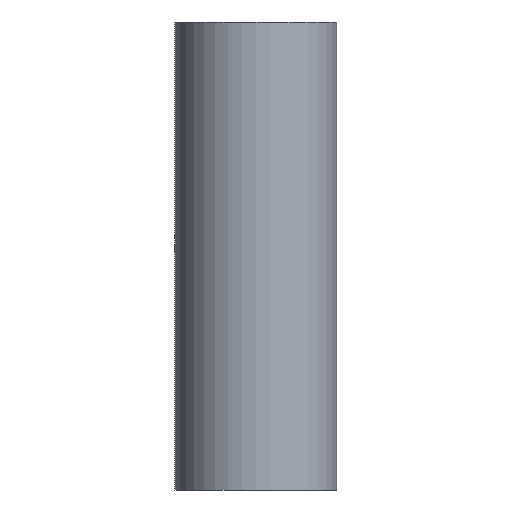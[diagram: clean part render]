
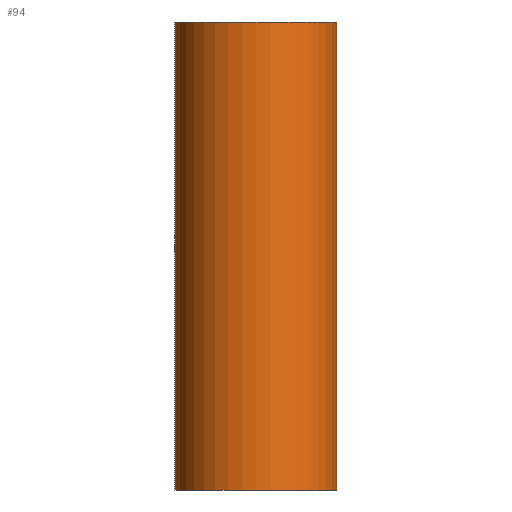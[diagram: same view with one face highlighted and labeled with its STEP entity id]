
A CAD part, front view. The second image highlights one B-rep face of the part: STEP entity #94.
In plain terms, the highlighted cylindrical face has radius 22.5 mm (diameter 45 mm), a partial arc.
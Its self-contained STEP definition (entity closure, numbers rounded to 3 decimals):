
#4 = AXIS2_PLACEMENT_3D ( 'NONE', #269, #307, #301 ) ;
#31 = EDGE_CURVE ( 'NONE', #92, #511, #71, .T. ) ;
#50 = DIRECTION ( 'NONE',  ( 0., 0., -1. ) ) ;
#70 = EDGE_LOOP ( 'NONE', ( #516, #233, #523, #108 ) ) ;
#71 = LINE ( 'NONE', #73, #102 ) ;
#73 = CARTESIAN_POINT ( 'NONE',  ( 22.5, 0., 130. ) ) ;
#80 = CARTESIAN_POINT ( 'NONE',  ( 0., 0., 130. ) ) ;
#92 = VERTEX_POINT ( 'NONE', #497 ) ;
#94 = ADVANCED_FACE ( 'NONE', ( #442 ), #118, .T. ) ;
#102 = VECTOR ( 'NONE', #359, 1000. ) ;
#107 = CARTESIAN_POINT ( 'NONE',  ( -22.5, 0., 0. ) ) ;
#108 = ORIENTED_EDGE ( 'NONE', *, *, #503, .T. ) ;
#118 = CYLINDRICAL_SURFACE ( 'NONE', #370, 22.5 ) ;
#122 = DIRECTION ( 'NONE',  ( 0., 0., -1. ) ) ;
#123 = DIRECTION ( 'NONE',  ( -1., 0., 0. ) ) ;
#133 = CARTESIAN_POINT ( 'NONE',  ( -22.5, 0., 130. ) ) ;
#187 = CARTESIAN_POINT ( 'NONE',  ( 22.5, 0., 0. ) ) ;
#190 = DIRECTION ( 'NONE',  ( 0., 0., 1. ) ) ;
#233 = ORIENTED_EDGE ( 'NONE', *, *, #381, .F. ) ;
#238 = DIRECTION ( 'NONE',  ( 1., 0., 0. ) ) ;
#239 = CIRCLE ( 'NONE', #4, 22.5 ) ;
#269 = CARTESIAN_POINT ( 'NONE',  ( 0., 0., 130. ) ) ;
#271 = VECTOR ( 'NONE', #50, 1000. ) ;
#301 = DIRECTION ( 'NONE',  ( 1., 0., 0. ) ) ;
#307 = DIRECTION ( 'NONE',  ( 0., 0., 1. ) ) ;
#356 = CARTESIAN_POINT ( 'NONE',  ( 0., 0., 0. ) ) ;
#359 = DIRECTION ( 'NONE',  ( 0., 0., -1. ) ) ;
#370 = AXIS2_PLACEMENT_3D ( 'NONE', #80, #122, #123 ) ;
#381 = EDGE_CURVE ( 'NONE', #475, #92, #239, .T. ) ;
#402 = CIRCLE ( 'NONE', #459, 22.5 ) ;
#410 = EDGE_CURVE ( 'NONE', #475, #449, #461, .T. ) ;
#442 = FACE_OUTER_BOUND ( 'NONE', #70, .T. ) ;
#449 = VERTEX_POINT ( 'NONE', #107 ) ;
#459 = AXIS2_PLACEMENT_3D ( 'NONE', #356, #190, #238 ) ;
#461 = LINE ( 'NONE', #133, #271 ) ;
#475 = VERTEX_POINT ( 'NONE', #479 ) ;
#479 = CARTESIAN_POINT ( 'NONE',  ( -22.5, 0., 130. ) ) ;
#497 = CARTESIAN_POINT ( 'NONE',  ( 22.5, 0., 130. ) ) ;
#503 = EDGE_CURVE ( 'NONE', #449, #511, #402, .T. ) ;
#511 = VERTEX_POINT ( 'NONE', #187 ) ;
#516 = ORIENTED_EDGE ( 'NONE', *, *, #31, .F. ) ;
#523 = ORIENTED_EDGE ( 'NONE', *, *, #410, .T. ) ;
